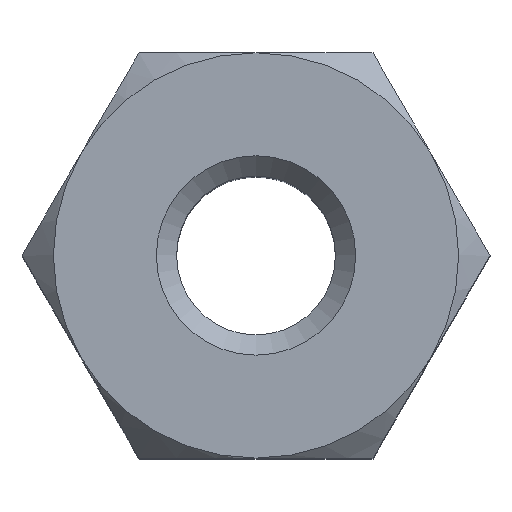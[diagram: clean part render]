
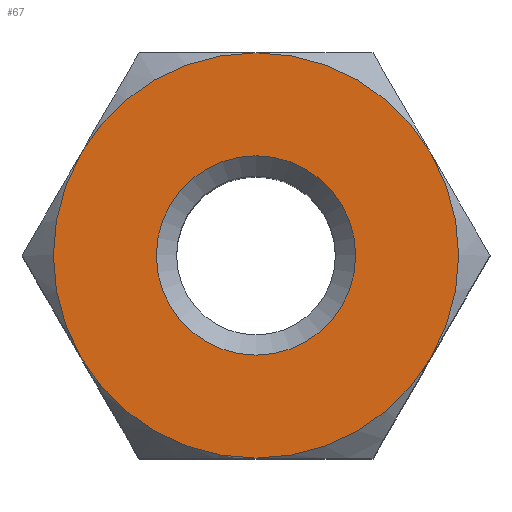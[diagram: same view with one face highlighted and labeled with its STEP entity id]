
A CAD part, top view. The second image highlights one B-rep face of the part: STEP entity #67.
In plain terms, the highlighted planar face has unit normal (0, 0, 1).
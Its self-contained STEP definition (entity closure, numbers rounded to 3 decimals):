
#67 = ADVANCED_FACE( '', ( #141, #142 ), #143, .T. );
#141 = FACE_BOUND( '', #222, .T. );
#142 = FACE_OUTER_BOUND( '', #223, .T. );
#143 = PLANE( '', #224 );
#222 = EDGE_LOOP( '', ( #347 ) );
#223 = EDGE_LOOP( '', ( #348, #349, #350, #351, #352, #353 ) );
#224 = AXIS2_PLACEMENT_3D( '', #354, #355, #356 );
#347 = ORIENTED_EDGE( '', *, *, #492, .T. );
#348 = ORIENTED_EDGE( '', *, *, #493, .F. );
#349 = ORIENTED_EDGE( '', *, *, #474, .F. );
#350 = ORIENTED_EDGE( '', *, *, #494, .F. );
#351 = ORIENTED_EDGE( '', *, *, #484, .T. );
#352 = ORIENTED_EDGE( '', *, *, #495, .F. );
#353 = ORIENTED_EDGE( '', *, *, #496, .F. );
#354 = CARTESIAN_POINT( '', ( 0., 0., 3. ) );
#355 = DIRECTION( '', ( 0., 0., 1. ) );
#356 = DIRECTION( '', ( 1., 0., 0. ) );
#474 = EDGE_CURVE( '', #538, #561, #562, .F. );
#484 = EDGE_CURVE( '', #575, #576, #577, .T. );
#492 = EDGE_CURVE( '', #586, #586, #587, .T. );
#493 = EDGE_CURVE( '', #561, #588, #589, .F. );
#494 = EDGE_CURVE( '', #575, #538, #590, .F. );
#495 = EDGE_CURVE( '', #548, #576, #591, .F. );
#496 = EDGE_CURVE( '', #588, #548, #592, .F. );
#538 = VERTEX_POINT( '', #665 );
#548 = VERTEX_POINT( '', #694 );
#561 = VERTEX_POINT( '', #725 );
#562 = CIRCLE( '', #726, 2. );
#575 = VERTEX_POINT( '', #764 );
#576 = VERTEX_POINT( '', #765 );
#577 = CIRCLE( '', #766, 2. );
#586 = VERTEX_POINT( '', #800 );
#587 = CIRCLE( '', #801, 0.984 );
#588 = VERTEX_POINT( '', #802 );
#589 = CIRCLE( '', #803, 2. );
#590 = CIRCLE( '', #804, 2. );
#591 = CIRCLE( '', #805, 2. );
#592 = CIRCLE( '', #806, 2. );
#665 = CARTESIAN_POINT( '', ( 1.732, 1., 3. ) );
#694 = CARTESIAN_POINT( '', ( -1.732, -1., 3. ) );
#725 = CARTESIAN_POINT( '', ( 1.732, -1., 3. ) );
#726 = AXIS2_PLACEMENT_3D( '', #870, #871, #872 );
#764 = CARTESIAN_POINT( '', ( 0., 2., 3. ) );
#765 = CARTESIAN_POINT( '', ( -1.732, 1., 3. ) );
#766 = AXIS2_PLACEMENT_3D( '', #877, #878, #879 );
#800 = CARTESIAN_POINT( '', ( 0., 0.984, 3. ) );
#801 = AXIS2_PLACEMENT_3D( '', #881, #882, #883 );
#802 = CARTESIAN_POINT( '', ( 0., -2., 3. ) );
#803 = AXIS2_PLACEMENT_3D( '', #884, #885, #886 );
#804 = AXIS2_PLACEMENT_3D( '', #887, #888, #889 );
#805 = AXIS2_PLACEMENT_3D( '', #890, #891, #892 );
#806 = AXIS2_PLACEMENT_3D( '', #893, #894, #895 );
#870 = CARTESIAN_POINT( '', ( 0., 0., 3. ) );
#871 = DIRECTION( '', ( 0., 0., 1. ) );
#872 = DIRECTION( '', ( 1., 0., 0. ) );
#877 = CARTESIAN_POINT( '', ( 0., 0., 3. ) );
#878 = DIRECTION( '', ( 0., 0., 1. ) );
#879 = DIRECTION( '', ( 1., 0., 0. ) );
#881 = CARTESIAN_POINT( '', ( 0., 0., 3. ) );
#882 = DIRECTION( '', ( 0., 0., -1. ) );
#883 = DIRECTION( '', ( 0., 1., 0. ) );
#884 = CARTESIAN_POINT( '', ( 0., 0., 3. ) );
#885 = DIRECTION( '', ( 0., 0., 1. ) );
#886 = DIRECTION( '', ( 1., 0., 0. ) );
#887 = CARTESIAN_POINT( '', ( 0., 0., 3. ) );
#888 = DIRECTION( '', ( 0., 0., 1. ) );
#889 = DIRECTION( '', ( 1., 0., 0. ) );
#890 = CARTESIAN_POINT( '', ( 0., 0., 3. ) );
#891 = DIRECTION( '', ( 0., 0., 1. ) );
#892 = DIRECTION( '', ( 1., 0., 0. ) );
#893 = CARTESIAN_POINT( '', ( 0., 0., 3. ) );
#894 = DIRECTION( '', ( 0., 0., 1. ) );
#895 = DIRECTION( '', ( 1., 0., 0. ) );
